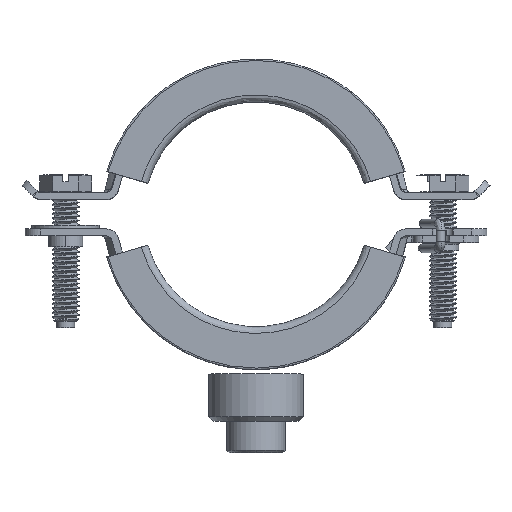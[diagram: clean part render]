
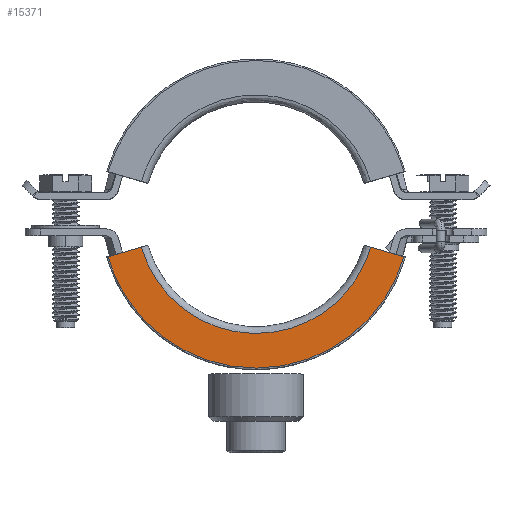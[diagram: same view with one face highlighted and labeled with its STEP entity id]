
A CAD part, top view. The second image highlights one B-rep face of the part: STEP entity #15371.
In plain terms, the highlighted planar face has unit normal (0, 0, 1).
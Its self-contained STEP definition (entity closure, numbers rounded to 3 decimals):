
#167 = DIRECTION ( 'NONE',  ( 0.961, -0.276, 0. ) ) ;
#353 = LINE ( 'NONE', #25301, #4852 ) ;
#1021 = CARTESIAN_POINT ( 'NONE',  ( -32.875, -9.427, 14.5 ) ) ;
#1125 = CARTESIAN_POINT ( 'NONE',  ( -32.875, -9.427, 14.5 ) ) ;
#2110 = CARTESIAN_POINT ( 'NONE',  ( 25.473, -7.304, 14.5 ) ) ;
#3089 = AXIS2_PLACEMENT_3D ( 'NONE', #24130, #9238, #29341 ) ;
#4852 = VECTOR ( 'NONE', #167, 1000. ) ;
#5585 = VERTEX_POINT ( 'NONE', #18884 ) ;
#5881 = VERTEX_POINT ( 'NONE', #12896 ) ;
#7397 = EDGE_CURVE ( 'NONE', #5585, #12205, #24423, .T. ) ;
#8989 = VECTOR ( 'NONE', #13021, 1000. ) ;
#9238 = DIRECTION ( 'NONE',  ( 0., 0., -1. ) ) ;
#12205 = VERTEX_POINT ( 'NONE', #1021 ) ;
#12783 = FACE_OUTER_BOUND ( 'NONE', #28941, .T. ) ;
#12896 = CARTESIAN_POINT ( 'NONE',  ( -25.473, -7.304, 14.5 ) ) ;
#13021 = DIRECTION ( 'NONE',  ( 0.961, 0.276, 0. ) ) ;
#13206 = CARTESIAN_POINT ( 'NONE',  ( -32.875, -9.427, 14.5 ) ) ;
#13634 = EDGE_CURVE ( 'NONE', #12205, #5881, #27160, .T. ) ;
#15371 = ADVANCED_FACE ( 'NONE', ( #12783 ), #34937, .F. ) ;
#16614 = CARTESIAN_POINT ( 'NONE',  ( 16.421, -38.874, 14.5 ) ) ;
#18884 = CARTESIAN_POINT ( 'NONE',  ( 32.875, -9.427, 14.5 ) ) ;
#22068 = EDGE_CURVE ( 'NONE', #5881, #24966, #34306, .T. ) ;
#22730 = CARTESIAN_POINT ( 'NONE',  ( 32.875, -9.427, 14.5 ) ) ;
#23640 = CARTESIAN_POINT ( 'NONE',  ( -21.192, -50.17, 14.5 ) ) ;
#24130 = CARTESIAN_POINT ( 'NONE',  ( -32.875, -9.427, 14.5 ) ) ;
#24423 =( BOUNDED_CURVE ( )  B_SPLINE_CURVE ( 3, ( #22730, #26438, #23640, #1125 ),
 .UNSPECIFIED., .F., .F. ) 
 B_SPLINE_CURVE_WITH_KNOTS ( ( 4, 4 ),
 ( 0., 1. ),
 .UNSPECIFIED. ) 
 CURVE ( )  GEOMETRIC_REPRESENTATION_ITEM ( )  RATIONAL_B_SPLINE_CURVE ( ( 1., 0.517, 0.517, 1. ) ) 
 REPRESENTATION_ITEM ( '' )  );
#24453 = CARTESIAN_POINT ( 'NONE',  ( -25.473, -7.304, 14.5 ) ) ;
#24966 = VERTEX_POINT ( 'NONE', #34732 ) ;
#25301 = CARTESIAN_POINT ( 'NONE',  ( 25.473, -7.304, 14.5 ) ) ;
#26438 = CARTESIAN_POINT ( 'NONE',  ( 21.192, -50.17, 14.5 ) ) ;
#27160 = LINE ( 'NONE', #13206, #8989 ) ;
#28941 = EDGE_LOOP ( 'NONE', ( #29164, #32834, #32804, #35682 ) ) ;
#29164 = ORIENTED_EDGE ( 'NONE', *, *, #13634, .F. ) ;
#29341 = DIRECTION ( 'NONE',  ( 0., -1., 0. ) ) ;
#32804 = ORIENTED_EDGE ( 'NONE', *, *, #34036, .F. ) ;
#32834 = ORIENTED_EDGE ( 'NONE', *, *, #7397, .F. ) ;
#34036 = EDGE_CURVE ( 'NONE', #24966, #5585, #353, .T. ) ;
#34306 =( BOUNDED_CURVE ( )  B_SPLINE_CURVE ( 3, ( #24453, #36356, #16614, #2110 ),
 .UNSPECIFIED., .F., .F. ) 
 B_SPLINE_CURVE_WITH_KNOTS ( ( 4, 4 ),
 ( 0., 1. ),
 .UNSPECIFIED. ) 
 CURVE ( )  GEOMETRIC_REPRESENTATION_ITEM ( )  RATIONAL_B_SPLINE_CURVE ( ( 1., 0.517, 0.517, 1. ) ) 
 REPRESENTATION_ITEM ( '' )  );
#34732 = CARTESIAN_POINT ( 'NONE',  ( 25.473, -7.304, 14.5 ) ) ;
#34937 = PLANE ( 'NONE',  #3089 ) ;
#35682 = ORIENTED_EDGE ( 'NONE', *, *, #22068, .F. ) ;
#36356 = CARTESIAN_POINT ( 'NONE',  ( -16.421, -38.874, 14.5 ) ) ;
